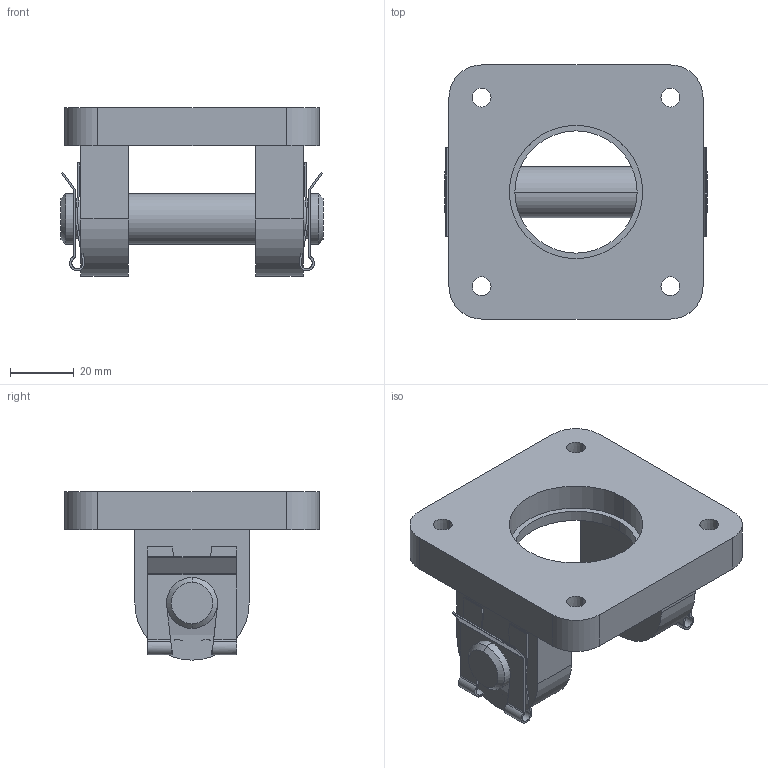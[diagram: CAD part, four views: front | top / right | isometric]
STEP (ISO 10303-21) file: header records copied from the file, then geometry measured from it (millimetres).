
FILE_DESCRIPTION (( 'STEP AP214' ), '1' );
FILE_NAME ('63 EB-SF.STEP', '2010-08-10T11:05:58', ( '' ), ( '' ), 'SwSTEP 2.0', 'SolidWorks 2010', '' );
FILE_SCHEMA (( 'AUTOMOTIVE_DESIGN' ));
Length unit declared in the file: millimetre
Products named in the file (4): 63  EB  ; 63  EB  P軲輄Varsay齦an; 63  KLÝPS; 63  EB-SF
Assembly tree (4 placements, depth 2):
  63  EB-SF
    63  KLÝPS  x2
    63  EB  P軲輄Varsay齦an
    63  EB  
Bounding box: 82.5 x 80 x 53 mm (x, y, z)
Volume: 108786.2 mm3; surface area: 34624.3 mm2
Topology: 4 solids, 4 shells, 202 faces, 557 edges, 370 vertices
Faces by surface type: plane 103, cylinder 87, cone 12
Entity records: 4427 total; most frequent: CARTESIAN_POINT 818, DIRECTION 741, ORIENTED_EDGE 718, EDGE_CURVE 359, AXIS2_PLACEMENT_3D 265, VERTEX_POINT 238, VECTOR 211, LINE 211
